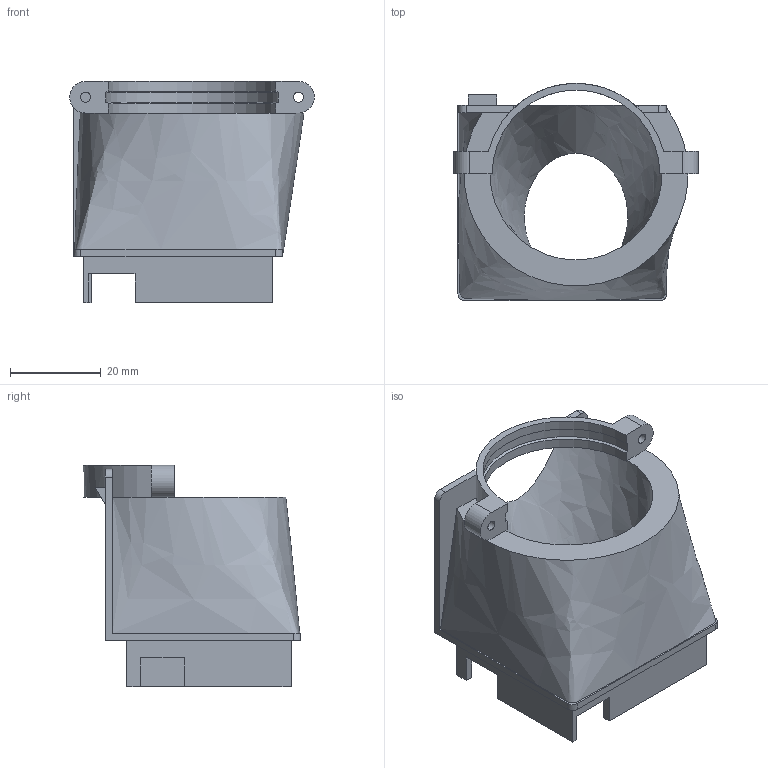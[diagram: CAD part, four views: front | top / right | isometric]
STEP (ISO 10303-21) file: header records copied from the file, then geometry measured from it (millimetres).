
FILE_DESCRIPTION(/* description */ ('Unknown'),/* implementation_level */ '2;1');
FILE_NAME(/* name */ 'lens_chimney',/* time_stamp */ '2025-05-09T18:38:12Z',/* author */ ('Unknown'),/* organization */ ('Unknown'),/* preprocessor_version */ 'ST-DEVELOPER v19.4',/* originating_system */ 'Solid Edge',/* authorisation */ 'Unknown');
FILE_SCHEMA (('AUTOMOTIVE_DESIGN {1 0 10303 214 3 1 1}'));
Length unit declared in the file: millimetre
Products named in the file (1): lens_chimney
Bounding box: 54.01 x 47.94 x 48.87 mm (x, y, z)
Volume: 35311.1 mm3; surface area: 14672.8 mm2
Topology: 1 solids, 1 shells, 71 faces, 203 edges, 135 vertices
Faces by surface type: plane 50, cylinder 14, bspline 5, cone 2
Full cylindrical faces by diameter (mm): 2.2 x2, 4 x2
Entity records: 3041 total; most frequent: CARTESIAN_POINT 1188, ORIENTED_EDGE 388, DIRECTION 353, EDGE_CURVE 194, LINE 137, VECTOR 137, VERTEX_POINT 133, AXIS2_PLACEMENT_3D 108
